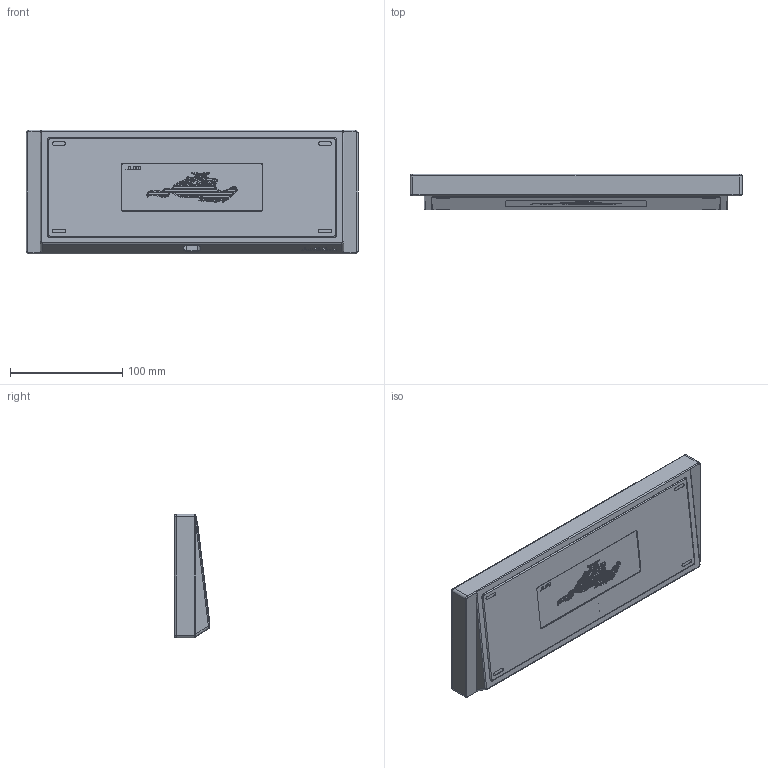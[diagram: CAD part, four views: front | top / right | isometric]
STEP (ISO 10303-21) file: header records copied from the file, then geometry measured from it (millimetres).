
FILE_DESCRIPTION(/* description */ (''),/* implementation_level */ '2;1');
FILE_NAME(/* name */ 'board update option 2.step',/* time_stamp */ '2023-06-12T09:35:08-04:00',/* author */ (''),/* organization */ (''),/* preprocessor_version */ 'ST-DEVELOPER v19.2',/* originating_system */ 'Autodesk Translation Framework v12.6.0.85',/* authorisation */ '');
FILE_SCHEMA (('AUTOMOTIVE_DESIGN { 1 0 10303 214 3 1 1 }'));
Length unit declared in the file: millimetre
Products named in the file (1): (Unsaved)
Bounding box: 295.7 x 31.35 x 110.2 mm (x, y, z)
Volume: 322926.1 mm3; surface area: 158914.6 mm2
Topology: 3 solids, 3 shells, 1128 faces, 3092 edges, 2034 vertices
Faces by surface type: plane 472, bspline 466, cylinder 162, cone 20, torus 8
Full cylindrical faces by diameter (mm): 2 x2, 2.529 x16
Entity records: 39817 total; most frequent: CARTESIAN_POINT 14108, ORIENTED_EDGE 6182, DIRECTION 4148, EDGE_CURVE 3091, VERTEX_POINT 2034, LINE 1786, VECTOR 1786, EDGE_LOOP 1227
